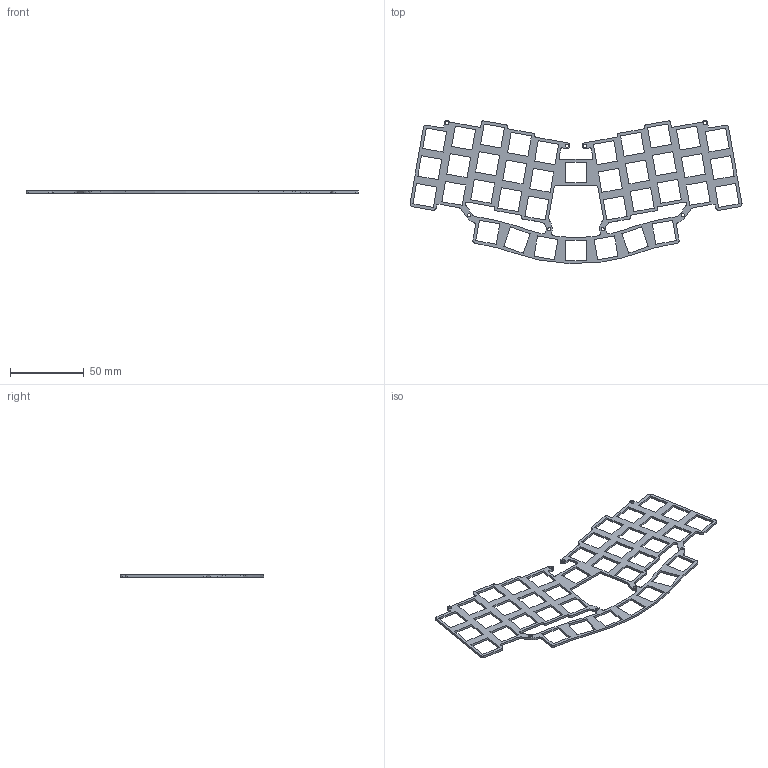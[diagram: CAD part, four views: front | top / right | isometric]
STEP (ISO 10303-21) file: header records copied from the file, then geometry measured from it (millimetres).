
FILE_DESCRIPTION(/* description */ (''),/* implementation_level */ '2;1');
FILE_NAME(/* name */ 'cocot38mini_v2_topmount_plate',/* time_stamp */ '2025-05-03T00:28:34-07:00',/* author */ (''),/* organization */ (''),/* preprocessor_version */ 'ST-DEVELOPER v16.5',/* originating_system */ 'Rhino 7.25',/* authorisation */ '');
FILE_SCHEMA (('AUTOMOTIVE_DESIGN_CC2'));
Length unit declared in the file: millimetre
Products named in the file (1): Document
Bounding box: 225.03 x 97.05 x 1.5 mm (x, y, z)
Volume: 9509.7 mm3; surface area: 17519.1 mm2
Topology: 1 solids, 1 shells, 310 faces, 924 edges, 616 vertices
Faces by surface type: plane 225, cylinder 83, bspline 2
Full cylindrical faces by diameter (mm): 2.2 x8
Entity records: 9198 total; most frequent: CARTESIAN_POINT 3152, ORIENTED_EDGE 1848, EDGE_CURVE 924, VERTEX_POINT 616, B_SPLINE_CURVE_WITH_KNOTS 572, EDGE_LOOP 408, DIRECTION 312, ADVANCED_FACE 310
